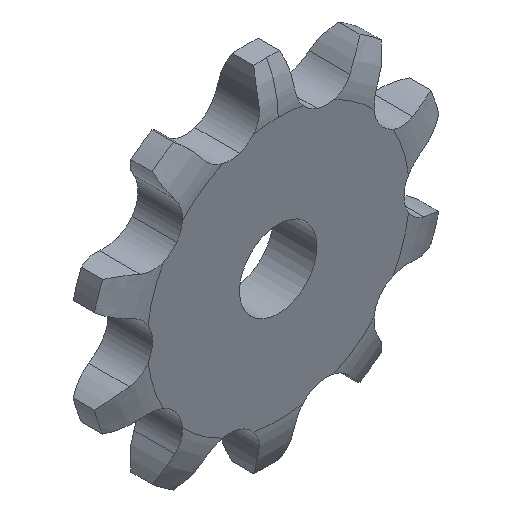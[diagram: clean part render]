
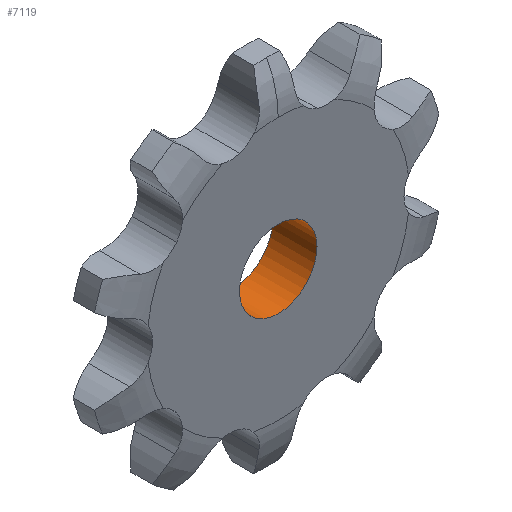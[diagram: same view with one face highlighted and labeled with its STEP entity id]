
A CAD part, isometric view. The second image highlights one B-rep face of the part: STEP entity #7119.
In plain terms, the highlighted cylindrical face has radius 2 mm (diameter 4 mm), a full revolution.
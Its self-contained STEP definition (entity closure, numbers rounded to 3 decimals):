
#210 = PLANE('',#211);
#211 = AXIS2_PLACEMENT_3D('',#212,#213,#214);
#212 = CARTESIAN_POINT('',(0.,0.,
    0.));
#213 = DIRECTION('',(0.,1.,0.));
#214 = DIRECTION('',(0.,0.,-1.));
#493 = PLANE('',#494);
#494 = AXIS2_PLACEMENT_3D('',#495,#496,#497);
#495 = CARTESIAN_POINT('',(0.,-2.3,0.)
  );
#496 = DIRECTION('',(0.,-1.,0.));
#497 = DIRECTION('',(0.,0.,1.));
#1937 = EDGE_CURVE('',#1938,#1938,#1940,.T.);
#1938 = VERTEX_POINT('',#1939);
#1939 = CARTESIAN_POINT('',(2.,0.,0.));
#1940 = SURFACE_CURVE('',#1941,(#1946,#1957),.PCURVE_S1.);
#1941 = CIRCLE('',#1942,2.);
#1942 = AXIS2_PLACEMENT_3D('',#1943,#1944,#1945);
#1943 = CARTESIAN_POINT('',(0.,0.,0.));
#1944 = DIRECTION('',(0.,-1.,0.));
#1945 = DIRECTION('',(1.,0.,0.));
#1946 = PCURVE('',#210,#1947);
#1947 = DEFINITIONAL_REPRESENTATION('',(#1948),#1956);
#1948 = ( BOUNDED_CURVE() B_SPLINE_CURVE(2,(#1949,#1950,#1951,#1952,
#1953,#1954,#1955),.UNSPECIFIED.,.T.,.F.) B_SPLINE_CURVE_WITH_KNOTS((1,2
    ,2,2,2,1),(-2.094,0.,2.094,4.189,
6.283,8.378),.UNSPECIFIED.) CURVE() 
GEOMETRIC_REPRESENTATION_ITEM() RATIONAL_B_SPLINE_CURVE((1.,0.5,1.,0.5,
1.,0.5,1.)) REPRESENTATION_ITEM('') );
#1949 = CARTESIAN_POINT('',(0.,-2.));
#1950 = CARTESIAN_POINT('',(-3.464,-2.));
#1951 = CARTESIAN_POINT('',(-1.732,1.));
#1952 = CARTESIAN_POINT('',(0.,4.));
#1953 = CARTESIAN_POINT('',(1.732,1.));
#1954 = CARTESIAN_POINT('',(3.464,-2.));
#1955 = CARTESIAN_POINT('',(0.,-2.));
#1956 = ( GEOMETRIC_REPRESENTATION_CONTEXT(2) 
PARAMETRIC_REPRESENTATION_CONTEXT() REPRESENTATION_CONTEXT('2D SPACE',''
  ) );
#1957 = PCURVE('',#1958,#1963);
#1958 = CYLINDRICAL_SURFACE('',#1959,2.);
#1959 = AXIS2_PLACEMENT_3D('',#1960,#1961,#1962);
#1960 = CARTESIAN_POINT('',(0.,0.,0.));
#1961 = DIRECTION('',(0.,1.,0.));
#1962 = DIRECTION('',(1.,0.,0.));
#1963 = DEFINITIONAL_REPRESENTATION('',(#1964),#1968);
#1964 = LINE('',#1965,#1966);
#1965 = CARTESIAN_POINT('',(-0.,0.));
#1966 = VECTOR('',#1967,1.);
#1967 = DIRECTION('',(-1.,0.));
#1968 = ( GEOMETRIC_REPRESENTATION_CONTEXT(2) 
PARAMETRIC_REPRESENTATION_CONTEXT() REPRESENTATION_CONTEXT('2D SPACE',''
  ) );
#3204 = EDGE_CURVE('',#3205,#3205,#3207,.T.);
#3205 = VERTEX_POINT('',#3206);
#3206 = CARTESIAN_POINT('',(2.,-2.3,0.));
#3207 = SURFACE_CURVE('',#3208,(#3213,#3224),.PCURVE_S1.);
#3208 = CIRCLE('',#3209,2.);
#3209 = AXIS2_PLACEMENT_3D('',#3210,#3211,#3212);
#3210 = CARTESIAN_POINT('',(0.,-2.3,0.));
#3211 = DIRECTION('',(-0.,1.,0.));
#3212 = DIRECTION('',(1.,0.,0.));
#3213 = PCURVE('',#493,#3214);
#3214 = DEFINITIONAL_REPRESENTATION('',(#3215),#3223);
#3215 = ( BOUNDED_CURVE() B_SPLINE_CURVE(2,(#3216,#3217,#3218,#3219,
#3220,#3221,#3222),.UNSPECIFIED.,.T.,.F.) B_SPLINE_CURVE_WITH_KNOTS((1,2
    ,2,2,2,1),(-2.094,0.,2.094,4.189,
6.283,8.378),.UNSPECIFIED.) CURVE() 
GEOMETRIC_REPRESENTATION_ITEM() RATIONAL_B_SPLINE_CURVE((1.,0.5,1.,0.5,
1.,0.5,1.)) REPRESENTATION_ITEM('') );
#3216 = CARTESIAN_POINT('',(0.,-2.));
#3217 = CARTESIAN_POINT('',(-3.464,-2.));
#3218 = CARTESIAN_POINT('',(-1.732,1.));
#3219 = CARTESIAN_POINT('',(0.,4.));
#3220 = CARTESIAN_POINT('',(1.732,1.));
#3221 = CARTESIAN_POINT('',(3.464,-2.));
#3222 = CARTESIAN_POINT('',(0.,-2.));
#3223 = ( GEOMETRIC_REPRESENTATION_CONTEXT(2) 
PARAMETRIC_REPRESENTATION_CONTEXT() REPRESENTATION_CONTEXT('2D SPACE',''
  ) );
#3224 = PCURVE('',#1958,#3225);
#3225 = DEFINITIONAL_REPRESENTATION('',(#3226),#3230);
#3226 = LINE('',#3227,#3228);
#3227 = CARTESIAN_POINT('',(-6.283,-2.3));
#3228 = VECTOR('',#3229,1.);
#3229 = DIRECTION('',(1.,-0.));
#3230 = ( GEOMETRIC_REPRESENTATION_CONTEXT(2) 
PARAMETRIC_REPRESENTATION_CONTEXT() REPRESENTATION_CONTEXT('2D SPACE',''
  ) );
#7119 = ADVANCED_FACE('',(#7120),#1958,.F.);
#7120 = FACE_BOUND('',#7121,.T.);
#7121 = EDGE_LOOP('',(#7122,#7123,#7144,#7145));
#7122 = ORIENTED_EDGE('',*,*,#1937,.F.);
#7123 = ORIENTED_EDGE('',*,*,#7124,.T.);
#7124 = EDGE_CURVE('',#1938,#3205,#7125,.T.);
#7125 = SEAM_CURVE('',#7126,(#7130,#7137),.PCURVE_S1.);
#7126 = LINE('',#7127,#7128);
#7127 = CARTESIAN_POINT('',(2.,0.,0.));
#7128 = VECTOR('',#7129,1.);
#7129 = DIRECTION('',(0.,-1.,0.));
#7130 = PCURVE('',#1958,#7131);
#7131 = DEFINITIONAL_REPRESENTATION('',(#7132),#7136);
#7132 = LINE('',#7133,#7134);
#7133 = CARTESIAN_POINT('',(-6.283,0.));
#7134 = VECTOR('',#7135,1.);
#7135 = DIRECTION('',(-0.,-1.));
#7136 = ( GEOMETRIC_REPRESENTATION_CONTEXT(2) 
PARAMETRIC_REPRESENTATION_CONTEXT() REPRESENTATION_CONTEXT('2D SPACE',''
  ) );
#7137 = PCURVE('',#1958,#7138);
#7138 = DEFINITIONAL_REPRESENTATION('',(#7139),#7143);
#7139 = LINE('',#7140,#7141);
#7140 = CARTESIAN_POINT('',(-0.,0.));
#7141 = VECTOR('',#7142,1.);
#7142 = DIRECTION('',(-0.,-1.));
#7143 = ( GEOMETRIC_REPRESENTATION_CONTEXT(2) 
PARAMETRIC_REPRESENTATION_CONTEXT() REPRESENTATION_CONTEXT('2D SPACE',''
  ) );
#7144 = ORIENTED_EDGE('',*,*,#3204,.F.);
#7145 = ORIENTED_EDGE('',*,*,#7124,.F.);
